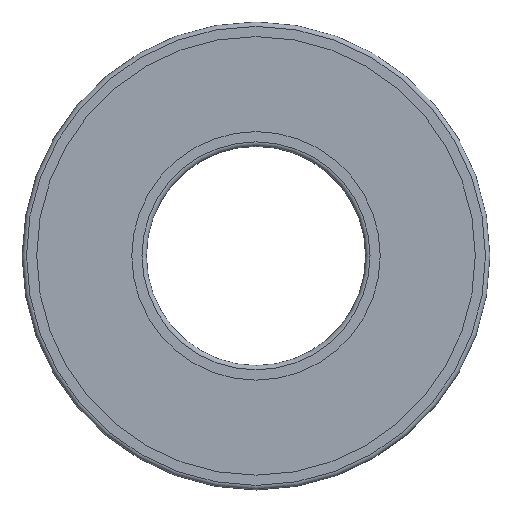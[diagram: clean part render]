
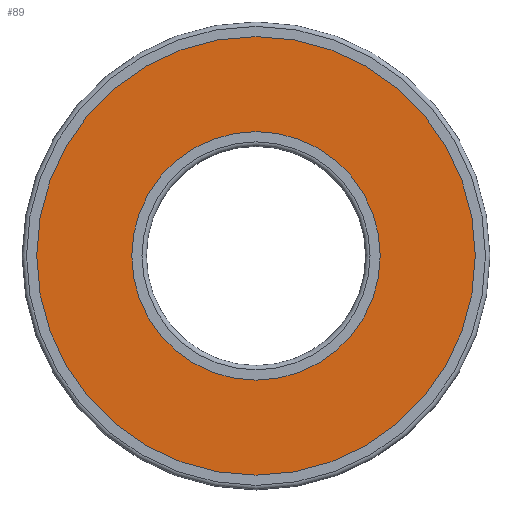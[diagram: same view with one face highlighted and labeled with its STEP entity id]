
A CAD part, top view. The second image highlights one B-rep face of the part: STEP entity #89.
In plain terms, the highlighted planar face has unit normal (0, 0, 1).
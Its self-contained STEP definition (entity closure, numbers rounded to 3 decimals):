
#89 = ADVANCED_FACE( '', ( #134, #135 ), #136, .T. );
#134 = FACE_BOUND( '', #182, .T. );
#135 = FACE_OUTER_BOUND( '', #183, .T. );
#136 = PLANE( '', #184 );
#182 = EDGE_LOOP( '', ( #258 ) );
#183 = EDGE_LOOP( '', ( #259 ) );
#184 = AXIS2_PLACEMENT_3D( '', #260, #261, #262 );
#258 = ORIENTED_EDGE( '', *, *, #283, .T. );
#259 = ORIENTED_EDGE( '', *, *, #282, .F. );
#260 = CARTESIAN_POINT( '', ( 0., 15., -0.1 ) );
#261 = DIRECTION( '', ( 0., 0., 1. ) );
#262 = DIRECTION( '', ( 1., 0., 0. ) );
#282 = EDGE_CURVE( '', #312, #312, #313, .T. );
#283 = EDGE_CURVE( '', #314, #314, #315, .T. );
#312 = VERTEX_POINT( '', #344 );
#313 = CIRCLE( '', #345, 15. );
#314 = VERTEX_POINT( '', #346 );
#315 = CIRCLE( '', #347, 8.5 );
#344 = CARTESIAN_POINT( '', ( -15., 0., -0.1 ) );
#345 = AXIS2_PLACEMENT_3D( '', #390, #391, #392 );
#346 = CARTESIAN_POINT( '', ( -8.5, 0., -0.1 ) );
#347 = AXIS2_PLACEMENT_3D( '', #393, #394, #395 );
#390 = CARTESIAN_POINT( '', ( 0., 0., -0.1 ) );
#391 = DIRECTION( '', ( 0., 0., -1. ) );
#392 = DIRECTION( '', ( -1., 0., 0. ) );
#393 = CARTESIAN_POINT( '', ( 0., 0., -0.1 ) );
#394 = DIRECTION( '', ( 0., 0., -1. ) );
#395 = DIRECTION( '', ( -1., 0., 0. ) );
